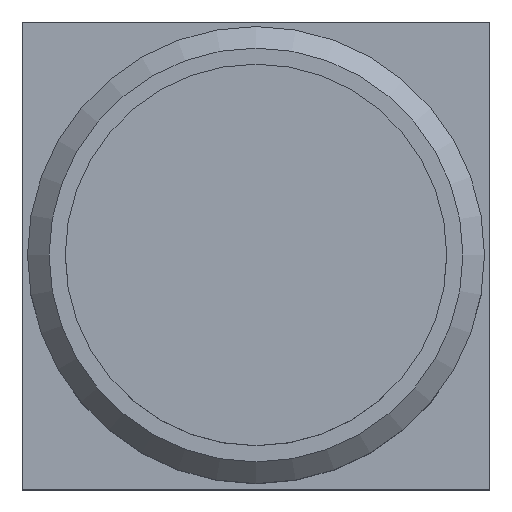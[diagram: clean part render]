
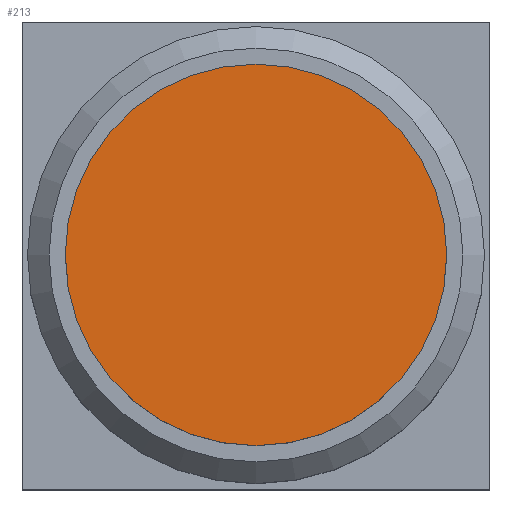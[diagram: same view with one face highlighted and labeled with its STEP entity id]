
A CAD part, top view. The second image highlights one B-rep face of the part: STEP entity #213.
In plain terms, the highlighted planar face has unit normal (0, 0, 1).
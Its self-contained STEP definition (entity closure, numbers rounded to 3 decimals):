
#188=CARTESIAN_POINT('',(0.,0.,8.));
#189=DIRECTION('',(0.,0.,1.));
#190=DIRECTION('',(1.,0.,0.));
#191=AXIS2_PLACEMENT_3D('',#188,#189,#190);
#192=PLANE('',#191);
#193=CARTESIAN_POINT('',(2.65,0.,8.));
#194=VERTEX_POINT('',#193);
#195=CARTESIAN_POINT('',(-2.65,0.,8.));
#196=VERTEX_POINT('',#195);
#197=CARTESIAN_POINT('',(0.,0.,8.));
#198=DIRECTION('',(0.,0.,1.));
#199=DIRECTION('',(1.,0.,-0.));
#200=AXIS2_PLACEMENT_3D('',#197,#198,#199);
#201=CIRCLE('',#200,2.65);
#202=EDGE_CURVE('',#194,#196,#201,.T.);
#203=ORIENTED_EDGE('',*,*,#202,.T.);
#204=CARTESIAN_POINT('',(0.,0.,8.));
#205=DIRECTION('',(0.,0.,1.));
#206=DIRECTION('',(1.,0.,-0.));
#207=AXIS2_PLACEMENT_3D('',#204,#205,#206);
#208=CIRCLE('',#207,2.65);
#209=EDGE_CURVE('',#196,#194,#208,.T.);
#210=ORIENTED_EDGE('',*,*,#209,.T.);
#211=EDGE_LOOP('',(#203,#210));
#212=FACE_BOUND('',#211,.T.);
#213=ADVANCED_FACE('',(#212),#192,.T.);
